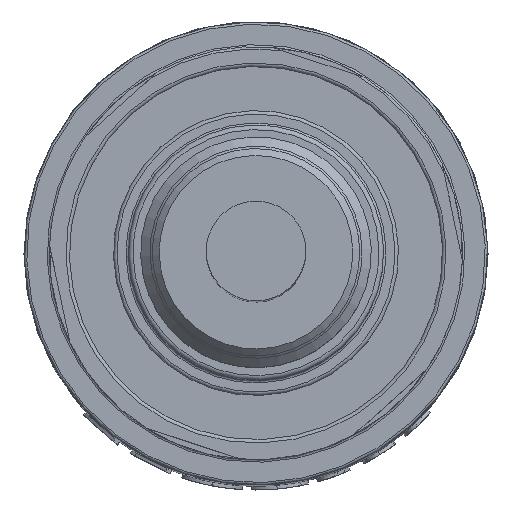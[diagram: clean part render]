
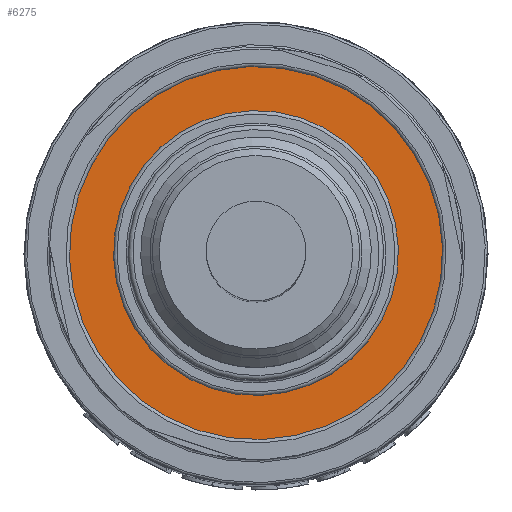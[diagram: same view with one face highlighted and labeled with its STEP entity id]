
A CAD part, top view. The second image highlights one B-rep face of the part: STEP entity #6275.
In plain terms, the highlighted planar face has unit normal (0, 0, 1).
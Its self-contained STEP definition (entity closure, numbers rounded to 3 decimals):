
#172=CIRCLE('',#6584,10.211);
#173=CIRCLE('',#6585,10.211);
#174=CIRCLE('',#6586,7.798);
#175=CIRCLE('',#6587,7.798);
#292=FACE_BOUND('',#1062,.T.);
#428=PLANE('',#6583);
#708=FACE_OUTER_BOUND('',#1061,.T.);
#1061=EDGE_LOOP('',(#5135,#5136));
#1062=EDGE_LOOP('',(#5137,#5138));
#2777=VERTEX_POINT('',#21516);
#2778=VERTEX_POINT('',#21517);
#2779=VERTEX_POINT('',#21520);
#2780=VERTEX_POINT('',#21521);
#3622=EDGE_CURVE('',#2777,#2778,#172,.T.);
#3623=EDGE_CURVE('',#2778,#2777,#173,.T.);
#3624=EDGE_CURVE('',#2779,#2780,#174,.T.);
#3625=EDGE_CURVE('',#2780,#2779,#175,.T.);
#5135=ORIENTED_EDGE('',*,*,#3622,.T.);
#5136=ORIENTED_EDGE('',*,*,#3623,.T.);
#5137=ORIENTED_EDGE('',*,*,#3624,.T.);
#5138=ORIENTED_EDGE('',*,*,#3625,.T.);
#6275=ADVANCED_FACE('',(#708,#292),#428,.T.);
#6583=AXIS2_PLACEMENT_3D('',#21515,#7592,#7593);
#6584=AXIS2_PLACEMENT_3D('',#21518,#7594,#7595);
#6585=AXIS2_PLACEMENT_3D('',#21519,#7596,#7597);
#6586=AXIS2_PLACEMENT_3D('',#21522,#7598,#7599);
#6587=AXIS2_PLACEMENT_3D('',#21523,#7600,#7601);
#7592=DIRECTION('center_axis',(0.,0.,
1.));
#7593=DIRECTION('ref_axis',(1.,0.,0.));
#7594=DIRECTION('center_axis',(0.,0.,
1.));
#7595=DIRECTION('ref_axis',(0.95,-0.311,0.));
#7596=DIRECTION('center_axis',(0.,0.,
1.));
#7597=DIRECTION('ref_axis',(0.95,-0.311,0.));
#7598=DIRECTION('center_axis',(0.,0.,
-1.));
#7599=DIRECTION('ref_axis',(0.95,-0.311,0.));
#7600=DIRECTION('center_axis',(0.,0.,
-1.));
#7601=DIRECTION('ref_axis',(0.95,-0.311,0.));
#21515=CARTESIAN_POINT('Origin',(0.,0.,
41.466));
#21516=CARTESIAN_POINT('',(9.703,-3.179,41.466));
#21517=CARTESIAN_POINT('',(-9.703,3.179,41.466));
#21518=CARTESIAN_POINT('Origin',(0.,0.,
41.466));
#21519=CARTESIAN_POINT('Origin',(0.,0.,
41.466));
#21520=CARTESIAN_POINT('',(7.41,-2.427,41.466));
#21521=CARTESIAN_POINT('',(-7.41,2.427,41.466));
#21522=CARTESIAN_POINT('Origin',(0.,0.,
41.466));
#21523=CARTESIAN_POINT('Origin',(0.,0.,
41.466));
